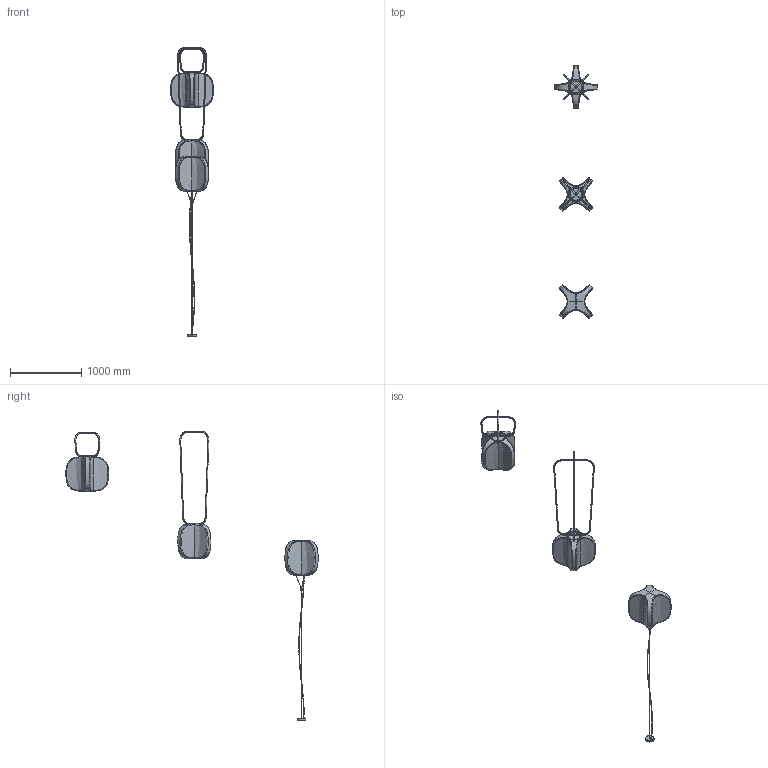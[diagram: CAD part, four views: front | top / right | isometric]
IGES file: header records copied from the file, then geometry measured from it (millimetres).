
Start section: START RECORD GO HERE.
Global section: file name: FOUR-LAMP_def.igs; native system: DASSAULT SYSTEMES CATIA Version 5-6 Release 2014 - www.3ds.com; preprocessor: V5-6R2014_5.24.5.0.02-24-2015.20.00; author: samatori; organization: DOMAIN; date: 20160504.113255; units: millimetre
Bounding box: 597.78 x 3531.22 x 4049.3 mm (x, y, z)
Surface area: 3728684.5 mm2 (no closed solid volume)
Topology: 0 solids, 0 shells, 646 faces, 2899 edges, 2891 vertices
Faces by surface type: revolution 316, bspline 256, plane 74
